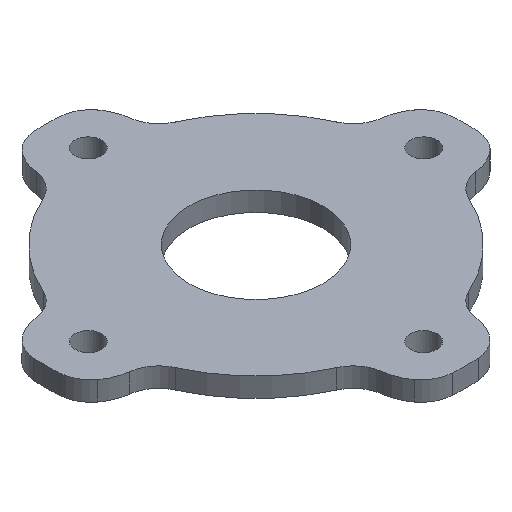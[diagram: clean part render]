
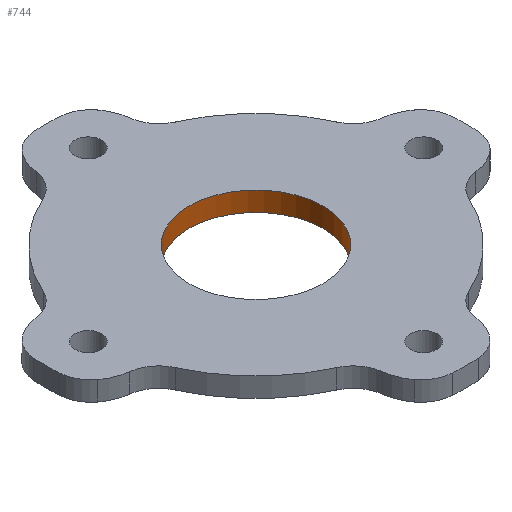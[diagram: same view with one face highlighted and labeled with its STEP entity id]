
A CAD part, isometric view. The second image highlights one B-rep face of the part: STEP entity #744.
In plain terms, the highlighted cylindrical face has radius 12.7 mm (diameter 25.4 mm), a full revolution.
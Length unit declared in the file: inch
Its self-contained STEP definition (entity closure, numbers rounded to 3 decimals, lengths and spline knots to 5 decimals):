
#64=FACE_OUTER_BOUND('',#108,.T.);
#108=EDGE_LOOP('',(#629,#630,#631,#632));
#151=LINE('',#1368,#188);
#188=VECTOR('',#1141,0.5);
#227=CIRCLE('',#809,0.5);
#262=CIRCLE('',#879,0.5);
#302=VERTEX_POINT('',#1230);
#336=VERTEX_POINT('',#1367);
#378=EDGE_CURVE('',#302,#302,#227,.T.);
#446=EDGE_CURVE('',#302,#336,#151,.T.);
#447=EDGE_CURVE('',#336,#336,#262,.T.);
#629=ORIENTED_EDGE('',*,*,#378,.F.);
#630=ORIENTED_EDGE('',*,*,#446,.T.);
#631=ORIENTED_EDGE('',*,*,#447,.F.);
#632=ORIENTED_EDGE('',*,*,#446,.F.);
#706=CYLINDRICAL_SURFACE('',#878,0.5);
#744=ADVANCED_FACE('',(#64),#706,.F.);
#809=AXIS2_PLACEMENT_3D('',#1231,#968,#969);
#878=AXIS2_PLACEMENT_3D('',#1366,#1139,#1140);
#879=AXIS2_PLACEMENT_3D('',#1369,#1142,#1143);
#968=DIRECTION('center_axis',(0.,0.,1.));
#969=DIRECTION('ref_axis',(-1.,0.,0.));
#1139=DIRECTION('center_axis',(0.,0.,-1.));
#1140=DIRECTION('ref_axis',(-1.,0.,0.));
#1141=DIRECTION('',(0.,0.,1.));
#1142=DIRECTION('center_axis',(0.,0.,-1.));
#1143=DIRECTION('ref_axis',(-1.,0.,0.));
#1230=CARTESIAN_POINT('',(0.5,0.,-0.145));
#1231=CARTESIAN_POINT('Origin',(0.,0.,-0.145));
#1366=CARTESIAN_POINT('Origin',(0.,0.,0.));
#1367=CARTESIAN_POINT('',(0.5,0.,0.));
#1368=CARTESIAN_POINT('',(0.5,0.,0.));
#1369=CARTESIAN_POINT('Origin',(0.,0.,0.));
